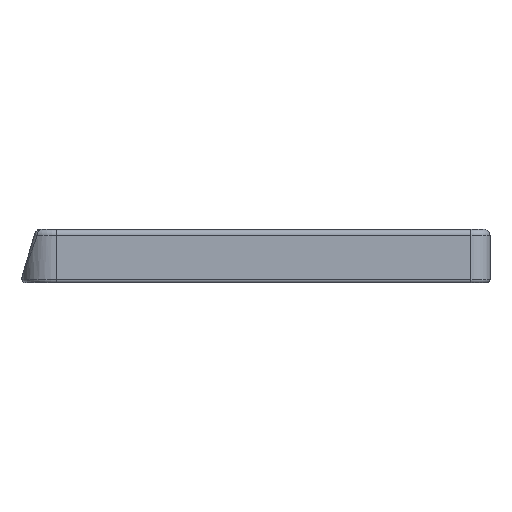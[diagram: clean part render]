
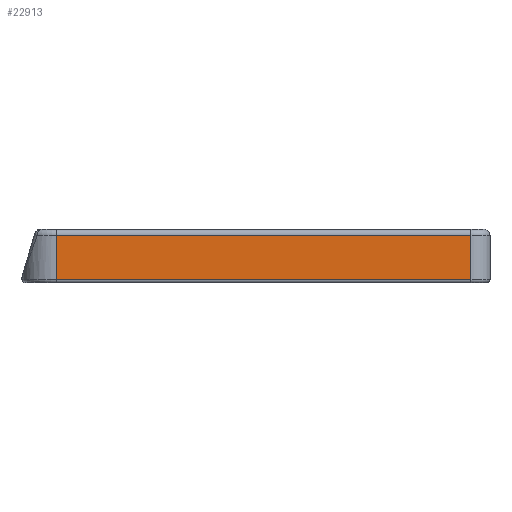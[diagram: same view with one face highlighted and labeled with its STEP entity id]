
A CAD part, left-side view. The second image highlights one B-rep face of the part: STEP entity #22913.
In plain terms, the highlighted planar face has unit normal (-1, 0, 0).
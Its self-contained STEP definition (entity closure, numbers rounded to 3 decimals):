
#816=PLANE('',#25171);
#2455=FACE_OUTER_BOUND('',#3861,.T.);
#3861=EDGE_LOOP('',(#21219,#21220,#21221,#21222));
#5902=LINE('',#38169,#8120);
#6070=LINE('',#38903,#8288);
#6071=LINE('',#38906,#8289);
#6072=LINE('',#38907,#8290);
#8120=VECTOR('',#31131,10.);
#8288=VECTOR('',#31649,10.);
#8289=VECTOR('',#31652,10.);
#8290=VECTOR('',#31653,10.);
#11513=VERTEX_POINT('',#38164);
#11514=VERTEX_POINT('',#38168);
#11685=VERTEX_POINT('',#38901);
#11686=VERTEX_POINT('',#38905);
#14654=EDGE_CURVE('',#11513,#11514,#5902,.T.);
#14919=EDGE_CURVE('',#11685,#11513,#6070,.T.);
#14920=EDGE_CURVE('',#11686,#11685,#6071,.T.);
#14921=EDGE_CURVE('',#11514,#11686,#6072,.T.);
#21219=ORIENTED_EDGE('',*,*,#14654,.F.);
#21220=ORIENTED_EDGE('',*,*,#14919,.F.);
#21221=ORIENTED_EDGE('',*,*,#14920,.F.);
#21222=ORIENTED_EDGE('',*,*,#14921,.F.);
#22913=ADVANCED_FACE('',(#2455),#816,.T.);
#25171=AXIS2_PLACEMENT_3D('',#38904,#31650,#31651);
#31131=DIRECTION('',(0.,1.,0.));
#31649=DIRECTION('',(0.,0.,-1.));
#31650=DIRECTION('center_axis',(-1.,0.,0.));
#31651=DIRECTION('ref_axis',(0.,-1.,0.));
#31652=DIRECTION('',(0.,-1.,0.));
#31653=DIRECTION('',(0.,0.,1.));
#38164=CARTESIAN_POINT('',(-4.475,-125.488,-8.2));
#38168=CARTESIAN_POINT('',(-4.475,5.975,-8.2));
#38169=CARTESIAN_POINT('',(-4.475,-23.528,-8.2));
#38901=CARTESIAN_POINT('',(-4.475,-125.488,5.8));
#38903=CARTESIAN_POINT('',(-4.475,-125.488,0.));
#38904=CARTESIAN_POINT('Origin',(-4.475,12.475,0.));
#38905=CARTESIAN_POINT('',(-4.475,5.975,5.8));
#38906=CARTESIAN_POINT('',(-4.475,-23.528,5.8));
#38907=CARTESIAN_POINT('',(-4.475,5.975,1.9));
